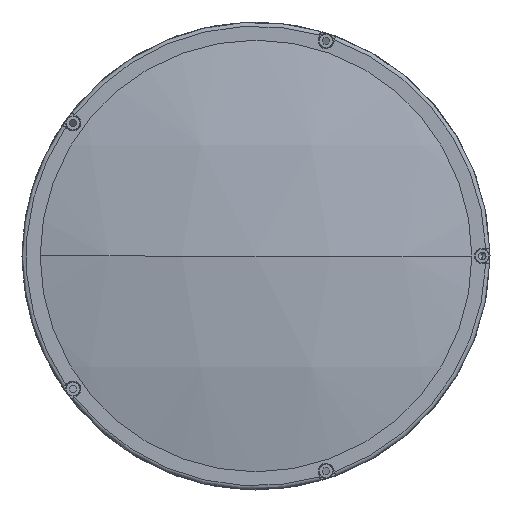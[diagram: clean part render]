
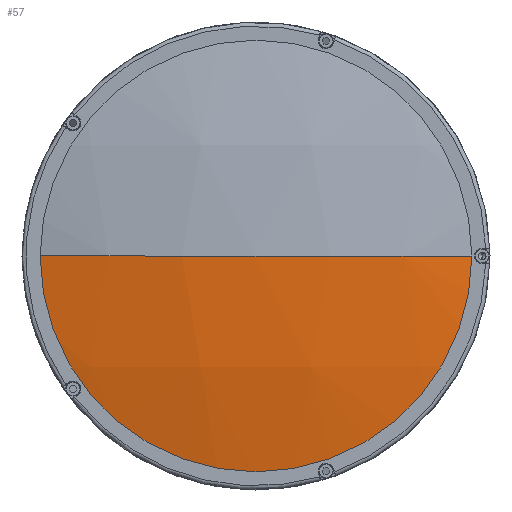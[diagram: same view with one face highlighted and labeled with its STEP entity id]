
A CAD part, left-side view. The second image highlights one B-rep face of the part: STEP entity #57.
In plain terms, the highlighted spherical face has radius 384 mm.
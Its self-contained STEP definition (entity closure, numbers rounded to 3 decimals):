
#57 = ADVANCED_FACE ( 'NONE', ( #6938 ), #3955, .T. ) ;
#87 = CARTESIAN_POINT ( 'NONE',  ( -362.63, 0., 0. ) ) ;
#103 = AXIS2_PLACEMENT_3D ( 'NONE', #3897, #5017, #3823 ) ;
#479 = AXIS2_PLACEMENT_3D ( 'NONE', #577, #613, #5743 ) ;
#577 = CARTESIAN_POINT ( 'NONE',  ( 21.37, 0., 0. ) ) ;
#613 = DIRECTION ( 'NONE',  ( 0., 0., -1. ) ) ;
#726 = EDGE_CURVE ( 'NONE', #7531, #1967, #7097, .T. ) ;
#973 = CARTESIAN_POINT ( 'NONE',  ( -353.104, -85., 0. ) ) ;
#1134 = DIRECTION ( 'NONE',  ( 0., 1., 0. ) ) ;
#1366 = EDGE_CURVE ( 'NONE', #7531, #5397, #2488, .T. ) ;
#1967 = VERTEX_POINT ( 'NONE', #973 ) ;
#2335 = ORIENTED_EDGE ( 'NONE', *, *, #4155, .T. ) ;
#2488 = CIRCLE ( 'NONE', #6776, 384. ) ;
#3415 = DIRECTION ( 'NONE',  ( 0., 0., -1. ) ) ;
#3818 = CIRCLE ( 'NONE', #479, 384. ) ;
#3823 = DIRECTION ( 'NONE',  ( 0., 0., 1. ) ) ;
#3897 = CARTESIAN_POINT ( 'NONE',  ( -353.104, 0., 0. ) ) ;
#3955 = SPHERICAL_SURFACE ( 'NONE', #5789, 384. ) ;
#3960 = CARTESIAN_POINT ( 'NONE',  ( -353.104, 85., 0. ) ) ;
#4155 = EDGE_CURVE ( 'NONE', #1967, #5397, #3818, .T. ) ;
#4565 = CARTESIAN_POINT ( 'NONE',  ( 21.37, 0., 0. ) ) ;
#5017 = DIRECTION ( 'NONE',  ( -1., 0., 0. ) ) ;
#5336 = CARTESIAN_POINT ( 'NONE',  ( 21.37, 0., 0. ) ) ;
#5377 = DIRECTION ( 'NONE',  ( 0., -1., 0. ) ) ;
#5397 = VERTEX_POINT ( 'NONE', #87 ) ;
#5546 = ORIENTED_EDGE ( 'NONE', *, *, #726, .T. ) ;
#5743 = DIRECTION ( 'NONE',  ( 0., 1., 0. ) ) ;
#5789 = AXIS2_PLACEMENT_3D ( 'NONE', #4565, #3415, #1134 ) ;
#5889 = EDGE_LOOP ( 'NONE', ( #5546, #2335, #6702 ) ) ;
#6702 = ORIENTED_EDGE ( 'NONE', *, *, #1366, .F. ) ;
#6776 = AXIS2_PLACEMENT_3D ( 'NONE', #5336, #7225, #5377 ) ;
#6938 = FACE_OUTER_BOUND ( 'NONE', #5889, .T. ) ;
#7097 = CIRCLE ( 'NONE', #103, 85. ) ;
#7225 = DIRECTION ( 'NONE',  ( 0., 0., 1. ) ) ;
#7531 = VERTEX_POINT ( 'NONE', #3960 ) ;
